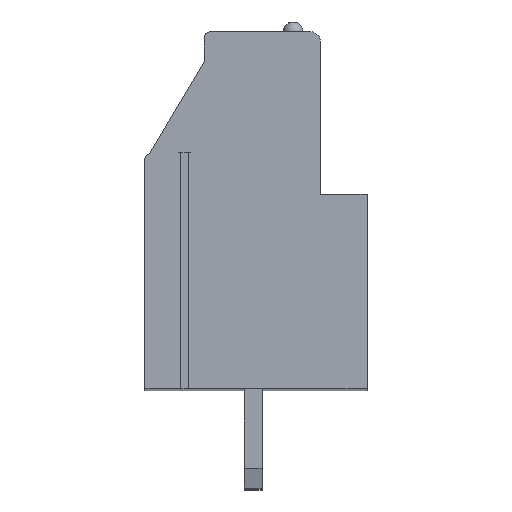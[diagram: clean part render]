
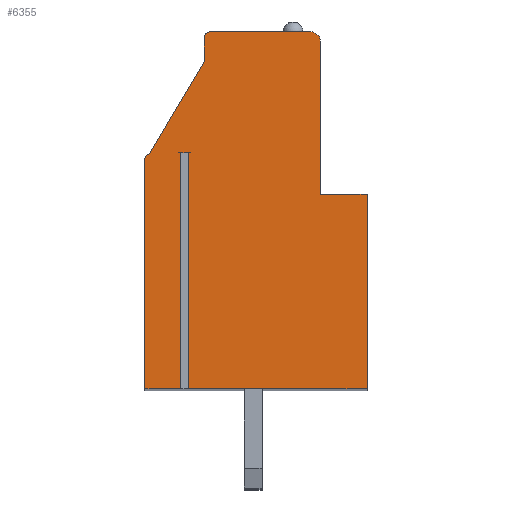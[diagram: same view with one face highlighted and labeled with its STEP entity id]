
A CAD part, top view. The second image highlights one B-rep face of the part: STEP entity #6355.
In plain terms, the highlighted planar face has unit normal (0, 0, 1).
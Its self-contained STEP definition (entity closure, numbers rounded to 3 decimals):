
#30=DIRECTION('',(-1.,0.,0.));
#31=VECTOR('',#30,0.38);
#32=CARTESIAN_POINT('',(-3.27,4.204,58.42));
#33=LINE('',#32,#31);
#34=DIRECTION('',(0.,1.,0.));
#35=VECTOR('',#34,11.9);
#36=CARTESIAN_POINT('',(-3.65,-7.696,58.42));
#37=LINE('',#36,#35);
#38=DIRECTION('',(1.,0.,0.));
#39=VECTOR('',#38,1.81);
#40=CARTESIAN_POINT('',(-5.46,-7.696,58.42));
#41=LINE('',#40,#39);
#42=DIRECTION('',(0.,-1.,0.));
#43=VECTOR('',#42,11.6);
#44=CARTESIAN_POINT('',(-5.46,3.904,58.42));
#45=LINE('',#44,#43);
#46=CARTESIAN_POINT('',(-5.26,3.904,58.42));
#47=DIRECTION('',(0.,0.,1.));
#48=DIRECTION('',(0.,1.,0.));
#49=AXIS2_PLACEMENT_3D('',#46,#47,#48);
#51=DIRECTION('',(-0.512,-0.859,0.));
#52=VECTOR('',#51,5.471);
#53=CARTESIAN_POINT('',(-2.46,8.804,58.42));
#54=LINE('',#53,#52);
#55=DIRECTION('',(0.,-1.,0.));
#56=VECTOR('',#55,1.2);
#57=CARTESIAN_POINT('',(-2.46,10.004,58.42));
#58=LINE('',#57,#56);
#59=CARTESIAN_POINT('',(-2.16,10.004,58.42));
#60=DIRECTION('',(0.,0.,1.));
#61=DIRECTION('',(0.,1.,0.));
#62=AXIS2_PLACEMENT_3D('',#59,#60,#61);
#64=DIRECTION('',(-1.,0.,0.));
#65=VECTOR('',#64,5.05);
#66=CARTESIAN_POINT('',(2.89,10.304,58.42));
#67=LINE('',#66,#65);
#68=CARTESIAN_POINT('',(2.89,9.804,58.42));
#69=DIRECTION('',(0.,0.,1.));
#70=DIRECTION('',(1.,0.,0.));
#71=AXIS2_PLACEMENT_3D('',#68,#69,#70);
#73=DIRECTION('',(0.,1.,0.));
#74=VECTOR('',#73,7.7);
#75=CARTESIAN_POINT('',(3.39,2.104,58.42));
#76=LINE('',#75,#74);
#77=DIRECTION('',(-1.,0.,0.));
#78=VECTOR('',#77,2.35);
#79=CARTESIAN_POINT('',(5.74,2.104,58.42));
#80=LINE('',#79,#78);
#81=DIRECTION('',(0.,1.,0.));
#82=VECTOR('',#81,9.8);
#83=CARTESIAN_POINT('',(5.74,-7.696,58.42));
#84=LINE('',#83,#82);
#85=DIRECTION('',(1.,0.,0.));
#86=VECTOR('',#85,9.01);
#87=CARTESIAN_POINT('',(-3.27,-7.696,58.42));
#88=LINE('',#87,#86);
#89=DIRECTION('',(0.,1.,0.));
#90=VECTOR('',#89,11.9);
#91=CARTESIAN_POINT('',(-3.27,-7.696,58.42));
#92=LINE('',#91,#90);
#4876=CARTESIAN_POINT('',(5.74,-7.696,58.42));
#4877=CARTESIAN_POINT('',(5.74,2.104,58.42));
#4878=VERTEX_POINT('',#4876);
#4879=VERTEX_POINT('',#4877);
#4880=CARTESIAN_POINT('',(3.39,2.104,58.42));
#4881=VERTEX_POINT('',#4880);
#4882=CARTESIAN_POINT('',(3.39,9.804,58.42));
#4883=VERTEX_POINT('',#4882);
#4884=CARTESIAN_POINT('',(2.89,10.304,58.42));
#4885=VERTEX_POINT('',#4884);
#4886=CARTESIAN_POINT('',(-2.16,10.304,58.42));
#4887=VERTEX_POINT('',#4886);
#4888=CARTESIAN_POINT('',(-2.46,10.004,58.42));
#4889=VERTEX_POINT('',#4888);
#4890=CARTESIAN_POINT('',(-2.46,8.804,58.42));
#4891=VERTEX_POINT('',#4890);
#4892=CARTESIAN_POINT('',(-5.26,4.104,58.42));
#4893=VERTEX_POINT('',#4892);
#4894=CARTESIAN_POINT('',(-5.46,3.904,58.42));
#4895=VERTEX_POINT('',#4894);
#4896=CARTESIAN_POINT('',(-5.46,-7.696,58.42));
#4897=VERTEX_POINT('',#4896);
#4978=CARTESIAN_POINT('',(-3.27,4.204,58.42));
#4979=CARTESIAN_POINT('',(-3.65,4.204,58.42));
#4980=VERTEX_POINT('',#4978);
#4981=VERTEX_POINT('',#4979);
#4982=CARTESIAN_POINT('',(-3.27,-7.696,58.42));
#4983=VERTEX_POINT('',#4982);
#4984=CARTESIAN_POINT('',(-3.65,-7.696,58.42));
#4985=VERTEX_POINT('',#4984);
#6318=CARTESIAN_POINT('',(0.,0.,58.42));
#6319=DIRECTION('',(0.,0.,1.));
#6320=DIRECTION('',(1.,0.,0.));
#6321=AXIS2_PLACEMENT_3D('',#6318,#6319,#6320);
#6322=PLANE('',#6321);
#6324=ORIENTED_EDGE('',*,*,#6323,.T.);
#6326=ORIENTED_EDGE('',*,*,#6325,.F.);
#6328=ORIENTED_EDGE('',*,*,#6327,.F.);
#6330=ORIENTED_EDGE('',*,*,#6329,.F.);
#6332=ORIENTED_EDGE('',*,*,#6331,.F.);
#6334=ORIENTED_EDGE('',*,*,#6333,.F.);
#6336=ORIENTED_EDGE('',*,*,#6335,.F.);
#6338=ORIENTED_EDGE('',*,*,#6337,.F.);
#6340=ORIENTED_EDGE('',*,*,#6339,.F.);
#6342=ORIENTED_EDGE('',*,*,#6341,.F.);
#6344=ORIENTED_EDGE('',*,*,#6343,.F.);
#6346=ORIENTED_EDGE('',*,*,#6345,.F.);
#6348=ORIENTED_EDGE('',*,*,#6347,.F.);
#6350=ORIENTED_EDGE('',*,*,#6349,.F.);
#6352=ORIENTED_EDGE('',*,*,#6351,.T.);
#6353=EDGE_LOOP('',(#6324,#6326,#6328,#6330,#6332,#6334,#6336,#6338,#6340,#6342,
#6344,#6346,#6348,#6350,#6352));
#6354=FACE_OUTER_BOUND('',#6353,.F.);
#50=CIRCLE('',#49,0.2);
#63=CIRCLE('',#62,0.3);
#72=CIRCLE('',#71,0.5);
#6323=EDGE_CURVE('',#4980,#4981,#33,.T.);
#6325=EDGE_CURVE('',#4985,#4981,#37,.T.);
#6327=EDGE_CURVE('',#4897,#4985,#41,.T.);
#6329=EDGE_CURVE('',#4895,#4897,#45,.T.);
#6331=EDGE_CURVE('',#4893,#4895,#50,.T.);
#6333=EDGE_CURVE('',#4891,#4893,#54,.T.);
#6335=EDGE_CURVE('',#4889,#4891,#58,.T.);
#6337=EDGE_CURVE('',#4887,#4889,#63,.T.);
#6339=EDGE_CURVE('',#4885,#4887,#67,.T.);
#6341=EDGE_CURVE('',#4883,#4885,#72,.T.);
#6343=EDGE_CURVE('',#4881,#4883,#76,.T.);
#6345=EDGE_CURVE('',#4879,#4881,#80,.T.);
#6347=EDGE_CURVE('',#4878,#4879,#84,.T.);
#6349=EDGE_CURVE('',#4983,#4878,#88,.T.);
#6351=EDGE_CURVE('',#4983,#4980,#92,.T.);
#6355=ADVANCED_FACE('',(#6354),#6322,.T.);
